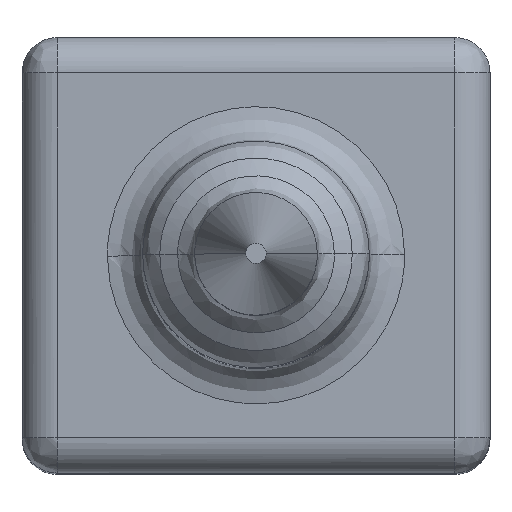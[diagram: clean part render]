
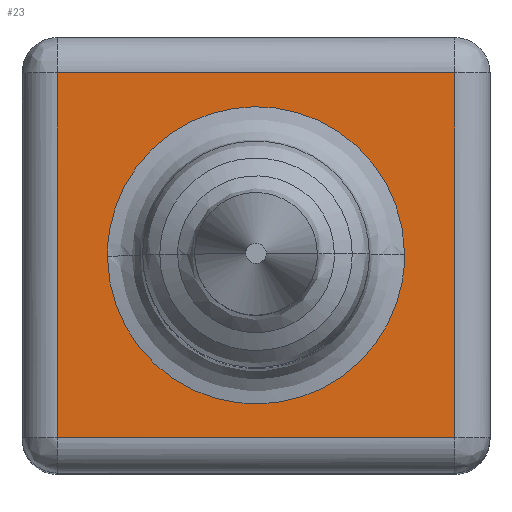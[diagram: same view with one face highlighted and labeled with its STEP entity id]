
A CAD part, top view. The second image highlights one B-rep face of the part: STEP entity #23.
In plain terms, the highlighted planar face has unit normal (0, 0, 1).
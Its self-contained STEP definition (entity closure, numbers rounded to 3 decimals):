
#14=FACE_BOUND('',#90,.T.);
#23=ADVANCED_FACE('',(#56,#14),#420,.T.);
#56=FACE_OUTER_BOUND('',#89,.T.);
#89=EDGE_LOOP('',(#151,#152,#153,#154));
#90=EDGE_LOOP('',(#155,#156));
#151=ORIENTED_EDGE('',*,*,#269,.T.);
#152=ORIENTED_EDGE('',*,*,#271,.T.);
#153=ORIENTED_EDGE('',*,*,#270,.T.);
#154=ORIENTED_EDGE('',*,*,#272,.T.);
#155=ORIENTED_EDGE('',*,*,#307,.F.);
#156=ORIENTED_EDGE('',*,*,#275,.F.);
#269=EDGE_CURVE('',#399,#400,#329,.T.);
#270=EDGE_CURVE('',#401,#402,#330,.T.);
#271=EDGE_CURVE('',#400,#401,#331,.T.);
#272=EDGE_CURVE('',#402,#399,#332,.T.);
#275=EDGE_CURVE('',#403,#412,#341,.T.);
#307=EDGE_CURVE('',#412,#403,#373,.T.);
#329=B_SPLINE_CURVE_WITH_KNOTS('',1,(#881,#882),.UNSPECIFIED.,.F.,.F.,(2,
2),(3.,36.752),.UNSPECIFIED.);
#330=B_SPLINE_CURVE_WITH_KNOTS('',1,(#883,#884),.UNSPECIFIED.,.F.,.F.,(2,
2),(3.,36.752),.UNSPECIFIED.);
#331=B_SPLINE_CURVE_WITH_KNOTS('',1,(#885,#886),.UNSPECIFIED.,.F.,.F.,(2,
2),(3.,33.993),.UNSPECIFIED.);
#332=B_SPLINE_CURVE_WITH_KNOTS('',1,(#887,#888),.UNSPECIFIED.,.F.,.F.,(2,
2),(3.,33.993),.UNSPECIFIED.);
#341=(
BOUNDED_CURVE()
B_SPLINE_CURVE(2,(#894,#895,#896,#897,#898),.UNSPECIFIED.,.F.,.F.)
B_SPLINE_CURVE_WITH_KNOTS((3,2,3),(0.,19.824,39.647),
 .UNSPECIFIED.)
CURVE()
GEOMETRIC_REPRESENTATION_ITEM()
RATIONAL_B_SPLINE_CURVE((1.,0.707,1.,0.707,1.))
REPRESENTATION_ITEM('')
);
#373=(
BOUNDED_CURVE()
B_SPLINE_CURVE(2,(#1004,#1005,#1006,#1007,#1008),.UNSPECIFIED.,.F.,.F.)
B_SPLINE_CURVE_WITH_KNOTS((3,2,3),(39.647,59.471,79.295),
 .UNSPECIFIED.)
CURVE()
GEOMETRIC_REPRESENTATION_ITEM()
RATIONAL_B_SPLINE_CURVE((1.,0.707,1.,0.707,1.))
REPRESENTATION_ITEM('')
);
#399=VERTEX_POINT('',#809);
#400=VERTEX_POINT('',#810);
#401=VERTEX_POINT('',#811);
#402=VERTEX_POINT('',#812);
#403=VERTEX_POINT('',#813);
#412=VERTEX_POINT('',#822);
#420=PLANE('',#543);
#543=AXIS2_PLACEMENT_3D('',#597,#565,$);
#565=DIRECTION('',(0.,0.,1.));
#597=CARTESIAN_POINT('',(-19.803,19.378,1370.143));
#809=CARTESIAN_POINT('',(-16.803,-14.616,1370.143));
#810=CARTESIAN_POINT('',(16.949,-14.616,1370.143));
#811=CARTESIAN_POINT('',(16.949,16.378,1370.143));
#812=CARTESIAN_POINT('',(-16.803,16.378,1370.143));
#813=CARTESIAN_POINT('',(12.693,0.944,1370.143));
#822=CARTESIAN_POINT('',(-12.547,0.817,1370.143));
#881=CARTESIAN_POINT('',(-16.803,-14.616,1370.143));
#882=CARTESIAN_POINT('',(16.949,-14.616,1370.143));
#883=CARTESIAN_POINT('',(16.949,16.378,1370.143));
#884=CARTESIAN_POINT('',(-16.803,16.378,1370.143));
#885=CARTESIAN_POINT('',(16.949,-14.616,1370.143));
#886=CARTESIAN_POINT('',(16.949,16.378,1370.143));
#887=CARTESIAN_POINT('',(-16.803,16.378,1370.143));
#888=CARTESIAN_POINT('',(-16.803,-14.616,1370.143));
#894=CARTESIAN_POINT('',(12.693,0.944,1370.143));
#895=CARTESIAN_POINT('',(12.63,13.565,1370.143));
#896=CARTESIAN_POINT('',(0.01,13.501,1370.143));
#897=CARTESIAN_POINT('',(-12.611,13.437,1370.143));
#898=CARTESIAN_POINT('',(-12.547,0.817,1370.143));
#1004=CARTESIAN_POINT('',(-12.547,0.817,1370.143));
#1005=CARTESIAN_POINT('',(-12.483,-11.803,1370.143));
#1006=CARTESIAN_POINT('',(0.137,-11.739,1370.143));
#1007=CARTESIAN_POINT('',(12.757,-11.676,1370.143));
#1008=CARTESIAN_POINT('',(12.693,0.944,1370.143));
